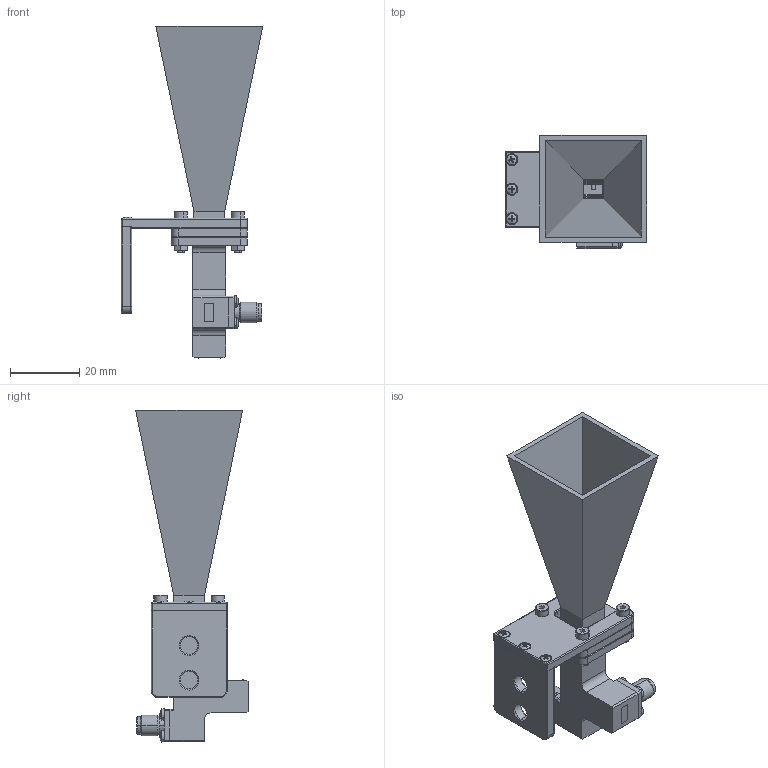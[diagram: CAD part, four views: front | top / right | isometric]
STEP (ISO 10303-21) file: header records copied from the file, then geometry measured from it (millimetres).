
FILE_DESCRIPTION (( 'STEP AP214' ), '1' );
FILE_NAME ('FMWAN1171_3D.step', '2023-05-01T16:04:49', ( '' ), ( '' ), 'SwSTEP 2.0', 'SolidWorks 2022', '' );
FILE_SCHEMA (( 'AUTOMOTIVE_DESIGN' ));
Length unit declared in the file: inch
Products named in the file (14): FMWAN1171_3D; 1171 ____^1171V2 ____ _______FMWAN1171; GB__T6173-2000______________A____B__M2^FMWAN1171; GB__T818-2000______________M1__6__5^FMWAN1171; 1171____ ______^FMWAN1171; 1171V2 ____ ______^FMWAN1171; 1171____-2^1171____ _______FMWAN1171; 1171 ____-0^FMWAN1171; D370D39F02-216^FMWAN1171; GB__T820-2000________________M1__6__6^1171____ _______FMWAN1171; 1171 ____ ____-1^1171V2 ____ _______FMWAN1171; GB__T70__1-2000________________M2__10^FMWAN1171; 1171____-1^1171____ _______FMWAN1171; 1171 ____ ____-2^1171V2 ____ _______FMWAN1171
Assembly tree (29 placements, depth 3):
  FMWAN1171_3D
    1171V2 ____ ______^FMWAN1171
      1171 ____^1171V2 ____ _______FMWAN1171
      1171 ____ ____-1^1171V2 ____ _______FMWAN1171
      1171 ____ ____-2^1171V2 ____ _______FMWAN1171
    1171____ ______^FMWAN1171
      1171____-1^1171____ _______FMWAN1171
      1171____-2^1171____ _______FMWAN1171
      GB__T820-2000________________M1__6__6^1171____ _______FMWAN1171  x3
    1171 ____-0^FMWAN1171
    D370D39F02-216^FMWAN1171  x2
    GB__T6173-2000______________A____B__M2^FMWAN1171  x4
    GB__T70__1-2000________________M2__10^FMWAN1171  x4
    GB__T818-2000______________M1__6__5^FMWAN1171  x8
Bounding box: 40.86 x 32.55 x 95.87 mm (x, y, z)
Volume: 15579.7 mm3; surface area: 18999.5 mm2
Topology: 27 solids, 27 shells, 993 faces, 2255 edges, 1339 vertices
Faces by surface type: plane 404, cylinder 288, cone 222, torus 66, sphere 13
Entity records: 16441 total; most frequent: DIRECTION 2943, CARTESIAN_POINT 2798, ORIENTED_EDGE 2546, EDGE_CURVE 1273, AXIS2_PLACEMENT_3D 1127, VERTEX_POINT 782, VECTOR 689, LINE 689
